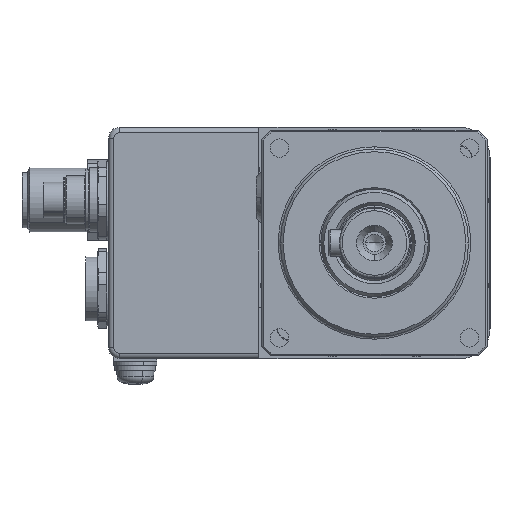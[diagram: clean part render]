
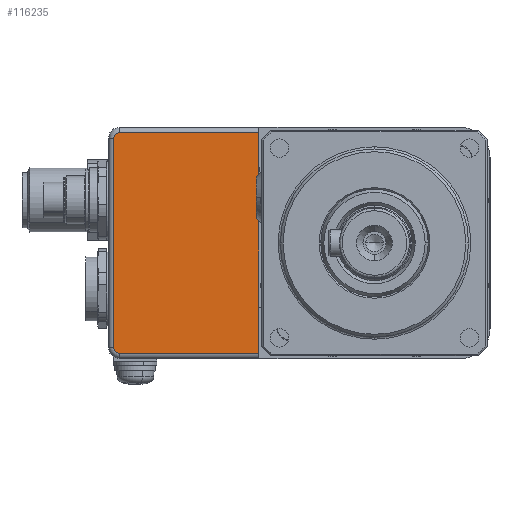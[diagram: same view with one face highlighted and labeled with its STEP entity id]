
A CAD part, left-side view. The second image highlights one B-rep face of the part: STEP entity #116235.
In plain terms, the highlighted planar face has unit normal (-1, 0, 0).
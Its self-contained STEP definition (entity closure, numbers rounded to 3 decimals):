
#2891 = ORIENTED_EDGE ( 'NONE', *, *, #75648, .T. ) ;
#3714 = VECTOR ( 'NONE', #11434, 1000. ) ;
#11434 = DIRECTION ( 'NONE',  ( 0., -1., 0. ) ) ;
#11694 = DIRECTION ( 'NONE',  ( -1., 0., 0. ) ) ;
#13731 = LINE ( 'NONE', #89429, #121146 ) ;
#14544 = EDGE_LOOP ( 'NONE', ( #2891, #100988, #54068, #32294, #40051, #117833 ) ) ;
#19451 = DIRECTION ( 'NONE',  ( 0., 0., -1. ) ) ;
#22895 = AXIS2_PLACEMENT_3D ( 'NONE', #105382, #11694, #127668 ) ;
#23787 = DIRECTION ( 'NONE',  ( -1., 0., 0. ) ) ;
#26092 = CIRCLE ( 'NONE', #22895, 1. ) ;
#26703 = CIRCLE ( 'NONE', #90298, 1. ) ;
#29560 = EDGE_CURVE ( 'NONE', #43759, #89419, #39882, .T. ) ;
#30532 = CARTESIAN_POINT ( 'NONE',  ( -46., 43., -1. ) ) ;
#32294 = ORIENTED_EDGE ( 'NONE', *, *, #45755, .T. ) ;
#33362 = DIRECTION ( 'NONE',  ( 0., 0., -1. ) ) ;
#34874 = EDGE_CURVE ( 'NONE', #67683, #43759, #26703, .T. ) ;
#39882 = LINE ( 'NONE', #74380, #108308 ) ;
#40051 = ORIENTED_EDGE ( 'NONE', *, *, #34874, .T. ) ;
#43759 = VERTEX_POINT ( 'NONE', #70975 ) ;
#45755 = EDGE_CURVE ( 'NONE', #128295, #67683, #13731, .T. ) ;
#48762 = FACE_OUTER_BOUND ( 'NONE', #14544, .T. ) ;
#49673 = PLANE ( 'NONE',  #130513 ) ;
#54068 = ORIENTED_EDGE ( 'NONE', *, *, #126585, .F. ) ;
#63024 = DIRECTION ( 'NONE',  ( 0., 0., -1. ) ) ;
#63972 = VERTEX_POINT ( 'NONE', #106822 ) ;
#67683 = VERTEX_POINT ( 'NONE', #127010 ) ;
#69831 = DIRECTION ( 'NONE',  ( 0., 1., 0. ) ) ;
#70975 = CARTESIAN_POINT ( 'NONE',  ( -46., 70., -2. ) ) ;
#73077 = VERTEX_POINT ( 'NONE', #103448 ) ;
#73685 = CARTESIAN_POINT ( 'NONE',  ( -46., 43., -42. ) ) ;
#74380 = CARTESIAN_POINT ( 'NONE',  ( -46., 70., 0. ) ) ;
#75648 = EDGE_CURVE ( 'NONE', #89419, #63972, #26092, .T. ) ;
#81901 = DIRECTION ( 'NONE',  ( 1., 0., 0. ) ) ;
#84127 = LINE ( 'NONE', #113183, #93947 ) ;
#89419 = VERTEX_POINT ( 'NONE', #122677 ) ;
#89429 = CARTESIAN_POINT ( 'NONE',  ( -46., 0., -1. ) ) ;
#90091 = LINE ( 'NONE', #73685, #3714 ) ;
#90298 = AXIS2_PLACEMENT_3D ( 'NONE', #117064, #23787, #33362 ) ;
#93947 = VECTOR ( 'NONE', #19451, 1000. ) ;
#100988 = ORIENTED_EDGE ( 'NONE', *, *, #104332, .T. ) ;
#103448 = CARTESIAN_POINT ( 'NONE',  ( -46., 43., -42. ) ) ;
#104332 = EDGE_CURVE ( 'NONE', #63972, #73077, #90091, .T. ) ;
#105382 = CARTESIAN_POINT ( 'NONE',  ( -46., 69., -41. ) ) ;
#106822 = CARTESIAN_POINT ( 'NONE',  ( -46., 69., -42. ) ) ;
#108308 = VECTOR ( 'NONE', #63024, 1000. ) ;
#113183 = CARTESIAN_POINT ( 'NONE',  ( -46., 43., 0. ) ) ;
#116235 = ADVANCED_FACE ( 'NONE', ( #48762 ), #49673, .F. ) ;
#117064 = CARTESIAN_POINT ( 'NONE',  ( -46., 69., -2. ) ) ;
#117833 = ORIENTED_EDGE ( 'NONE', *, *, #29560, .T. ) ;
#121146 = VECTOR ( 'NONE', #69831, 1000. ) ;
#121997 = DIRECTION ( 'NONE',  ( 0., 0., -1. ) ) ;
#122677 = CARTESIAN_POINT ( 'NONE',  ( -46., 70., -41. ) ) ;
#126585 = EDGE_CURVE ( 'NONE', #128295, #73077, #84127, .T. ) ;
#127010 = CARTESIAN_POINT ( 'NONE',  ( -46., 69., -1. ) ) ;
#127668 = DIRECTION ( 'NONE',  ( 0., 0., -1. ) ) ;
#128295 = VERTEX_POINT ( 'NONE', #30532 ) ;
#130513 = AXIS2_PLACEMENT_3D ( 'NONE', #132937, #81901, #121997 ) ;
#132937 = CARTESIAN_POINT ( 'NONE',  ( -46., 0., 0. ) ) ;
